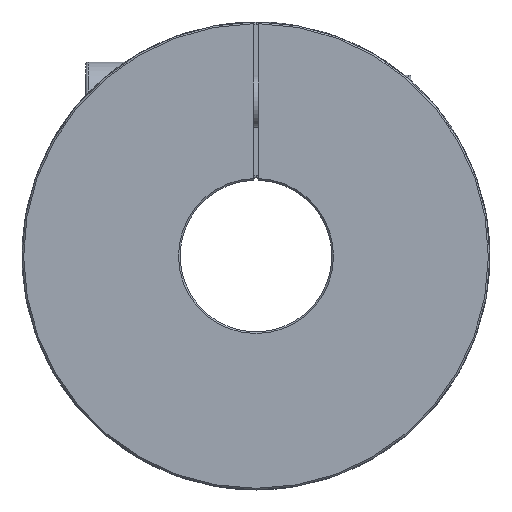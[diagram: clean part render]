
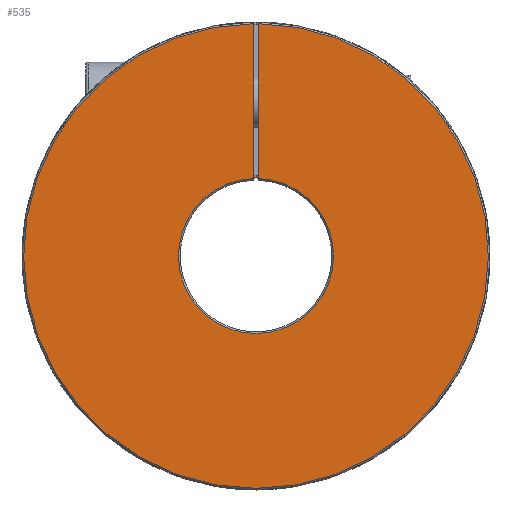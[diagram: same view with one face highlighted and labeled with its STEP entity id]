
A CAD part, left-side view. The second image highlights one B-rep face of the part: STEP entity #535.
In plain terms, the highlighted planar face has unit normal (-1, 0, 0).
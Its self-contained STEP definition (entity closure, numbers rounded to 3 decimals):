
#535 = ADVANCED_FACE ( 'NONE', ( #5210 ), #5921, .T. ) ;
#1701 = ORIENTED_EDGE ( 'NONE', *, *, #2012, .F. ) ;
#1702 = ORIENTED_EDGE ( 'NONE', *, *, #1939, .F. ) ;
#1703 = ORIENTED_EDGE ( 'NONE', *, *, #2010, .F. ) ;
#1704 = ORIENTED_EDGE ( 'NONE', *, *, #2007, .T. ) ;
#1705 = ORIENTED_EDGE ( 'NONE', *, *, #2011, .F. ) ;
#1939 = EDGE_CURVE ( 'NONE', #6989, #6988, #5287, .T. ) ;
#2007 = EDGE_CURVE ( 'NONE', #6948, #6947, #7185, .T. ) ;
#2010 = EDGE_CURVE ( 'NONE', #6948, #6989, #7196, .T. ) ;
#2011 = EDGE_CURVE ( 'NONE', #6949, #6947, #7198, .T. ) ;
#2012 = EDGE_CURVE ( 'NONE', #6988, #6949, #7181, .T. ) ;
#2560 = EDGE_LOOP ( 'NONE', ( #1701, #1702, #1703, #1704, #1705 ) ) ;
#4936 = AXIS2_PLACEMENT_3D ( 'NONE', #5920, #5926, #5927 ) ;
#4970 = AXIS2_PLACEMENT_3D ( 'NONE', #6146, #6147, #6148 ) ;
#5210 = FACE_OUTER_BOUND ( 'NONE', #2560, .T. ) ;
#5287 = CIRCLE ( 'NONE', #4970, 17.881 ) ;
#5920 = CARTESIAN_POINT ( 'NONE',  ( -70., 0., 0. ) ) ;
#5921 = PLANE ( 'NONE',  #4936 ) ;
#5926 = DIRECTION ( 'NONE',  ( -1., 0., 0. ) ) ;
#5927 = DIRECTION ( 'NONE',  ( 0., 0., -1. ) ) ;
#6146 = CARTESIAN_POINT ( 'NONE',  ( -70., 0., 0. ) ) ;
#6147 = DIRECTION ( 'NONE',  ( -1., 0., 0. ) ) ;
#6148 = DIRECTION ( 'NONE',  ( 0., 0., -1. ) ) ;
#6480 = CARTESIAN_POINT ( 'NONE',  ( -70., 0.5, 0. ) ) ;
#6481 = DIRECTION ( 'NONE',  ( 0., 0., 1. ) ) ;
#6486 = CARTESIAN_POINT ( 'NONE',  ( -70., 0., 0. ) ) ;
#6487 = DIRECTION ( 'NONE',  ( -1., 0., 0. ) ) ;
#6488 = DIRECTION ( 'NONE',  ( 0., 0., -1. ) ) ;
#6489 = CARTESIAN_POINT ( 'NONE',  ( -70., 0., 0. ) ) ;
#6491 = DIRECTION ( 'NONE',  ( 1., 0., 0. ) ) ;
#6492 = DIRECTION ( 'NONE',  ( 0., 0., -1. ) ) ;
#6493 = CARTESIAN_POINT ( 'NONE',  ( -70., -0.5, 0. ) ) ;
#6494 = DIRECTION ( 'NONE',  ( 0., 0., 1. ) ) ;
#6947 = VERTEX_POINT ( 'NONE', #9846 ) ;
#6948 = VERTEX_POINT ( 'NONE', #9847 ) ;
#6949 = VERTEX_POINT ( 'NONE', #9848 ) ;
#6988 = VERTEX_POINT ( 'NONE', #9887 ) ;
#6989 = VERTEX_POINT ( 'NONE', #9888 ) ;
#7181 = LINE ( 'NONE', #6493, #7187 ) ;
#7183 = VECTOR ( 'NONE', #6481, 1000. ) ;
#7185 = LINE ( 'NONE', #6480, #7183 ) ;
#7187 = VECTOR ( 'NONE', #6494, 1000. ) ;
#7196 = CIRCLE ( 'NONE', #7381, 17.881 ) ;
#7198 = CIRCLE ( 'NONE', #7379, 53.619 ) ;
#7379 = AXIS2_PLACEMENT_3D ( 'NONE', #6489, #6491, #6492 ) ;
#7381 = AXIS2_PLACEMENT_3D ( 'NONE', #6486, #6487, #6488 ) ;
#9846 = CARTESIAN_POINT ( 'NONE',  ( -70., 0.5, 53.617 ) ) ;
#9847 = CARTESIAN_POINT ( 'NONE',  ( -70., 0.5, 17.874 ) ) ;
#9848 = CARTESIAN_POINT ( 'NONE',  ( -70., -0.5, 53.617 ) ) ;
#9887 = CARTESIAN_POINT ( 'NONE',  ( -70., -0.5, 17.874 ) ) ;
#9888 = CARTESIAN_POINT ( 'NONE',  ( -70., 0., -17.881 ) ) ;
